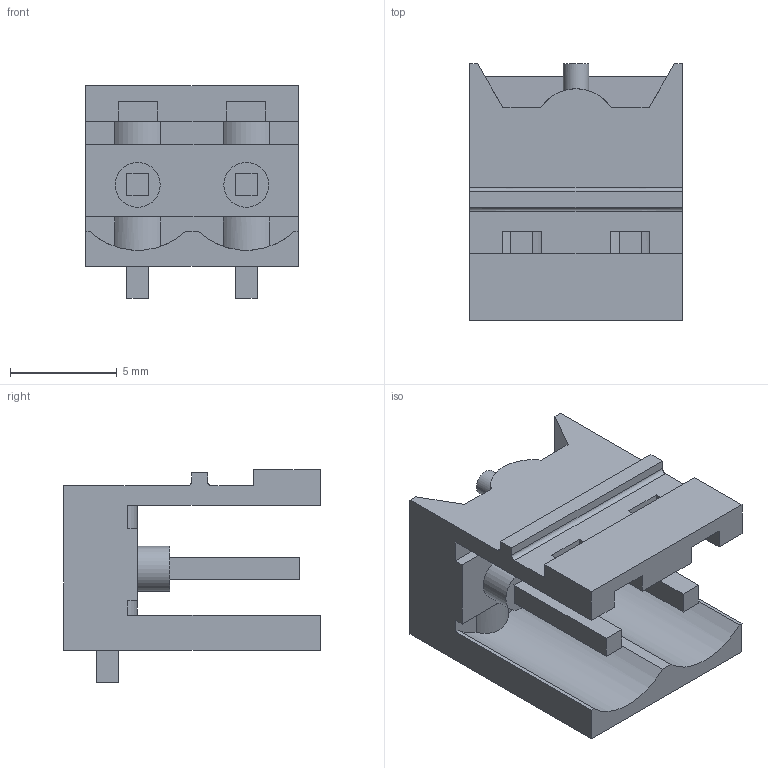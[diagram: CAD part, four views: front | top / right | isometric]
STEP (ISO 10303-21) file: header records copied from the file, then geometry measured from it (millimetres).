
FILE_DESCRIPTION(('CATIA V5 STEP Exchange','CAx-IF Rec.Pracs.--- Model Styling and Organization---1.2---2011-12-15'),'2;1');
FILE_NAME ('D1455831_0', '2018-03-08T13:15:11+00:00', ('none'), ('Weidmueller'), 'CATIA Version 5-6 Release 2014', 'CATIA V5 STEP AP214', 'none');
FILE_SCHEMA(('AUTOMOTIVE_DESIGN { 1 0 10303 214 1 1 1 1 }'));
Length unit declared in the file: millimetre
Products named in the file (1): 1774762001
Bounding box: 9.96 x 12 x 9.93 mm (x, y, z)
Volume: 359.6 mm3; surface area: 905 mm2
Topology: 3 solids, 3 shells, 129 faces, 382 edges, 258 vertices
Faces by surface type: plane 109, cylinder 15, extrusion 5
Entity records: 4203 total; most frequent: CARTESIAN_POINT 866, ORIENTED_EDGE 764, DIRECTION 549, EDGE_CURVE 382, VECTOR 319, LINE 314, VERTEX_POINT 258, AXIS2_PLACEMENT_3D 138
